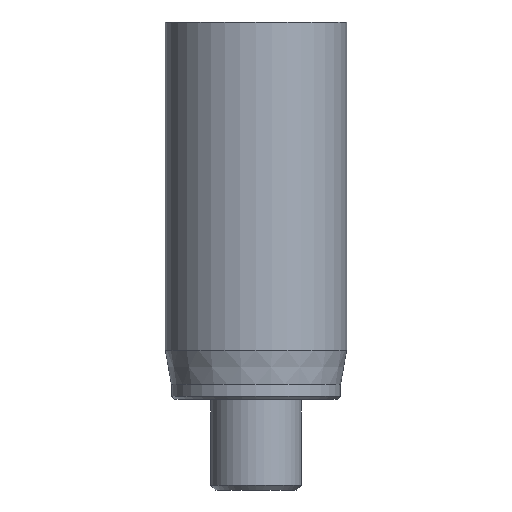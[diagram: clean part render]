
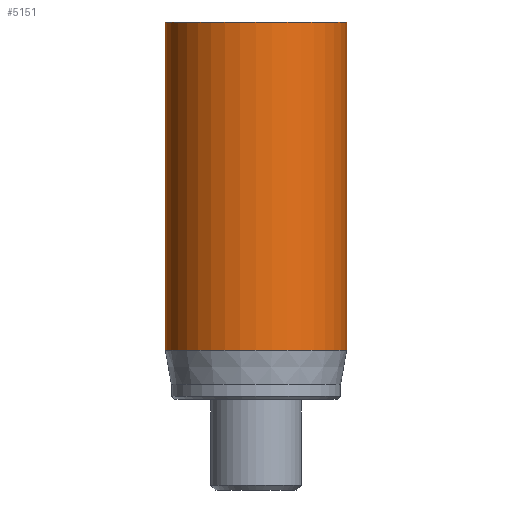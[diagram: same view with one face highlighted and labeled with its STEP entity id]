
A CAD part, front view. The second image highlights one B-rep face of the part: STEP entity #5151.
In plain terms, the highlighted cylindrical face has radius 6 mm (diameter 12 mm), a full revolution.
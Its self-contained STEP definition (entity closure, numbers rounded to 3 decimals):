
#40=CYLINDRICAL_SURFACE('',#5379,6.);
#58=CIRCLE('',#5347,6.);
#74=CIRCLE('',#5377,6.);
#75=CIRCLE('',#5378,6.);
#814=FACE_OUTER_BOUND('',#1115,.T.);
#1115=EDGE_LOOP('',(#4661,#4662,#4663,#4664,#4665));
#1537=LINE('',#9509,#1963);
#1963=VECTOR('',#6085,6.);
#2447=VERTEX_POINT('',#9449);
#2463=VERTEX_POINT('',#9503);
#2464=VERTEX_POINT('',#9504);
#3178=EDGE_CURVE('',#2447,#2447,#58,.T.);
#3202=EDGE_CURVE('',#2463,#2464,#74,.T.);
#3203=EDGE_CURVE('',#2464,#2463,#75,.T.);
#3205=EDGE_CURVE('',#2447,#2463,#1537,.T.);
#4661=ORIENTED_EDGE('',*,*,#3178,.T.);
#4662=ORIENTED_EDGE('',*,*,#3205,.T.);
#4663=ORIENTED_EDGE('',*,*,#3202,.T.);
#4664=ORIENTED_EDGE('',*,*,#3203,.T.);
#4665=ORIENTED_EDGE('',*,*,#3205,.F.);
#5151=ADVANCED_FACE('',(#814),#40,.T.);
#5347=AXIS2_PLACEMENT_3D('',#9450,#6010,#6011);
#5377=AXIS2_PLACEMENT_3D('',#9505,#6078,#6079);
#5378=AXIS2_PLACEMENT_3D('',#9506,#6080,#6081);
#5379=AXIS2_PLACEMENT_3D('',#9508,#6083,#6084);
#6010=DIRECTION('center_axis',(0.,0.,-1.));
#6011=DIRECTION('ref_axis',(-1.,0.,0.));
#6078=DIRECTION('center_axis',(0.,0.,1.));
#6079=DIRECTION('ref_axis',(-1.,0.,0.));
#6080=DIRECTION('center_axis',(0.,0.,1.));
#6081=DIRECTION('ref_axis',(-1.,0.,0.));
#6083=DIRECTION('center_axis',(0.,0.,1.));
#6084=DIRECTION('ref_axis',(-1.,0.,0.));
#6085=DIRECTION('',(0.,0.,-1.));
#9449=CARTESIAN_POINT('',(6.,0.,25.));
#9450=CARTESIAN_POINT('Origin',(0.,0.,25.));
#9503=CARTESIAN_POINT('',(6.,0.,3.269));
#9504=CARTESIAN_POINT('',(-6.,0.,3.269));
#9505=CARTESIAN_POINT('Origin',(0.,0.,3.269));
#9506=CARTESIAN_POINT('Origin',(0.,0.,3.269));
#9508=CARTESIAN_POINT('Origin',(0.,0.,0.));
#9509=CARTESIAN_POINT('',(6.,0.,0.));
